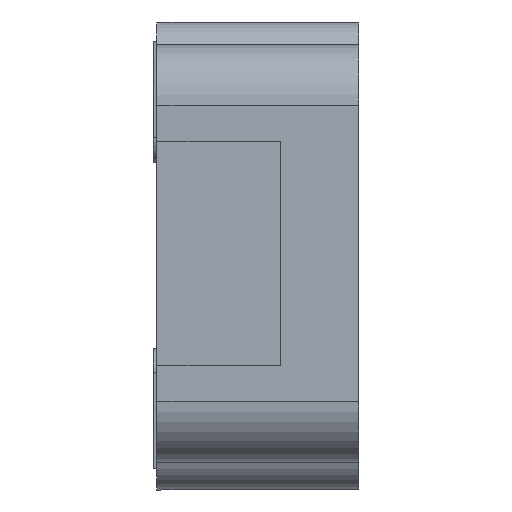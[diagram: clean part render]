
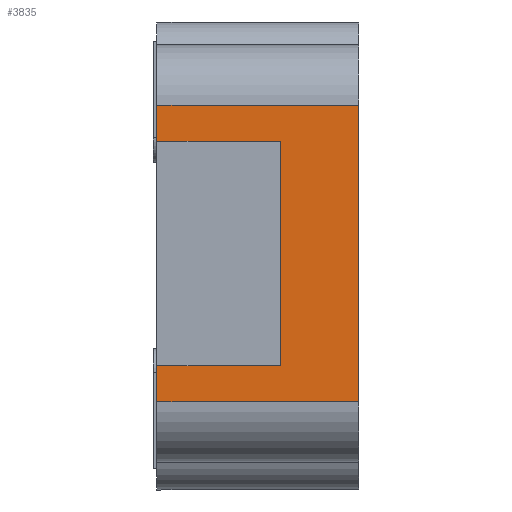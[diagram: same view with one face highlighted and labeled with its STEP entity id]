
A CAD part, left-side view. The second image highlights one B-rep face of the part: STEP entity #3835.
In plain terms, the highlighted planar face has unit normal (-1, 0, 0).
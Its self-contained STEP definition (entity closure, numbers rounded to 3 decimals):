
#106=PLANE('',#4145);
#328=FACE_OUTER_BOUND('',#556,.T.);
#556=EDGE_LOOP('',(#3395,#3396,#3397,#3398,#3399,#3400,#3401,#3402));
#1009=LINE('',#13266,#1257);
#1027=LINE('',#13312,#1275);
#1033=LINE('',#13326,#1281);
#1037=LINE('',#13334,#1285);
#1042=LINE('',#13353,#1290);
#1128=LINE('',#13649,#1376);
#1129=LINE('',#13651,#1377);
#1130=LINE('',#13652,#1378);
#1257=VECTOR('',#4605,10.);
#1275=VECTOR('',#4645,10.);
#1281=VECTOR('',#4657,10.);
#1285=VECTOR('',#4661,10.);
#1290=VECTOR('',#4678,10.);
#1376=VECTOR('',#4948,10.);
#1377=VECTOR('',#4949,10.);
#1378=VECTOR('',#4950,10.);
#1661=VERTEX_POINT('',#13263);
#1662=VERTEX_POINT('',#13265);
#1679=VERTEX_POINT('',#13311);
#1684=VERTEX_POINT('',#13325);
#1687=VERTEX_POINT('',#13331);
#1688=VERTEX_POINT('',#13333);
#1769=VERTEX_POINT('',#13648);
#1770=VERTEX_POINT('',#13650);
#2161=EDGE_CURVE('',#1662,#1661,#1009,.T.);
#2185=EDGE_CURVE('',#1662,#1679,#1027,.T.);
#2192=EDGE_CURVE('',#1684,#1679,#1033,.T.);
#2196=EDGE_CURVE('',#1688,#1687,#1037,.T.);
#2206=EDGE_CURVE('',#1688,#1661,#1042,.T.);
#2334=EDGE_CURVE('',#1687,#1769,#1128,.T.);
#2335=EDGE_CURVE('',#1769,#1770,#1129,.T.);
#2336=EDGE_CURVE('',#1770,#1684,#1130,.T.);
#3395=ORIENTED_EDGE('',*,*,#2185,.F.);
#3396=ORIENTED_EDGE('',*,*,#2161,.T.);
#3397=ORIENTED_EDGE('',*,*,#2206,.F.);
#3398=ORIENTED_EDGE('',*,*,#2196,.T.);
#3399=ORIENTED_EDGE('',*,*,#2334,.T.);
#3400=ORIENTED_EDGE('',*,*,#2335,.T.);
#3401=ORIENTED_EDGE('',*,*,#2336,.T.);
#3402=ORIENTED_EDGE('',*,*,#2192,.T.);
#3835=ADVANCED_FACE('',(#328),#106,.T.);
#4145=AXIS2_PLACEMENT_3D('',#13647,#4946,#4947);
#4605=DIRECTION('',(0.,0.,1.));
#4645=DIRECTION('',(0.,1.,0.));
#4657=DIRECTION('',(0.,0.,-1.));
#4661=DIRECTION('',(0.,0.,-1.));
#4678=DIRECTION('',(0.,-1.,0.));
#4946=DIRECTION('center_axis',(-1.,0.,0.));
#4947=DIRECTION('ref_axis',(0.,0.,1.));
#4948=DIRECTION('',(0.,-1.,0.));
#4949=DIRECTION('',(0.,0.,-1.));
#4950=DIRECTION('',(0.,1.,0.));
#13263=CARTESIAN_POINT('',(-102.5,290.9,8.595));
#13265=CARTESIAN_POINT('',(-102.5,290.9,-15.955));
#13266=CARTESIAN_POINT('',(-102.5,290.9,5.156));
#13311=CARTESIAN_POINT('',(-102.5,307.6,-15.955));
#13312=CARTESIAN_POINT('',(-102.5,297.4,-15.955));
#13325=CARTESIAN_POINT('',(-102.5,307.6,-12.955));
#13326=CARTESIAN_POINT('',(-102.5,307.6,-12.317));
#13331=CARTESIAN_POINT('',(-102.5,307.6,5.595));
#13333=CARTESIAN_POINT('',(-102.5,307.6,8.595));
#13334=CARTESIAN_POINT('',(-102.5,307.6,0.958));
#13353=CARTESIAN_POINT('',(-102.5,297.4,8.595));
#13647=CARTESIAN_POINT('Origin',(-102.5,297.4,14.006));
#13648=CARTESIAN_POINT('',(-102.5,297.4,5.595));
#13649=CARTESIAN_POINT('',(-102.5,297.4,5.595));
#13650=CARTESIAN_POINT('',(-102.5,297.4,-12.955));
#13651=CARTESIAN_POINT('',(-102.5,297.4,14.006));
#13652=CARTESIAN_POINT('',(-102.5,297.4,-12.955));
